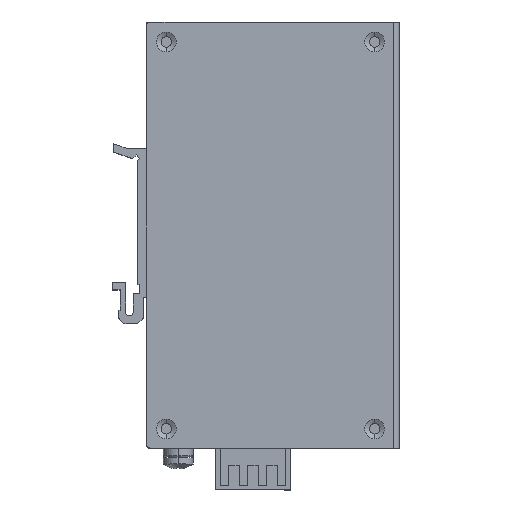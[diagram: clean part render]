
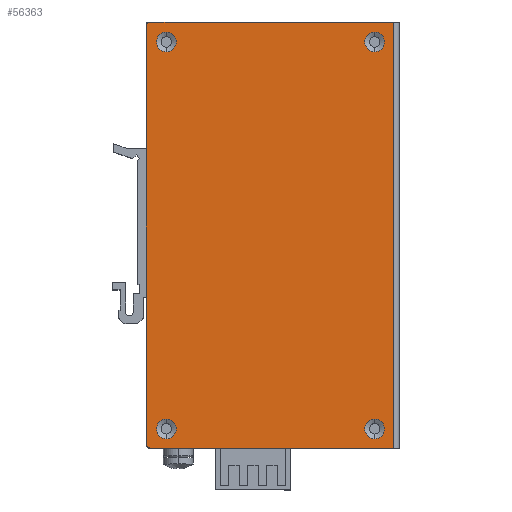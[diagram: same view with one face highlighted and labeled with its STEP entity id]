
A CAD part, top view. The second image highlights one B-rep face of the part: STEP entity #56363.
In plain terms, the highlighted planar face has unit normal (0, 0, 1).
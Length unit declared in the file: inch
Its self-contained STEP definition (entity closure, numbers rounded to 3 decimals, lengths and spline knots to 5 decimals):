
#48 = EDGE_LOOP ( 'NONE', ( #3532, #30511 ) ) ;
#392 = VERTEX_POINT ( 'NONE', #11419 ) ;
#522 = DIRECTION ( 'NONE',  ( 1., 0., 0. ) ) ;
#827 = CARTESIAN_POINT ( 'NONE',  ( -1.27953, 2.20472, -7.74068 ) ) ;
#1189 = FACE_BOUND ( 'NONE', #48, .T. ) ;
#2460 = VERTEX_POINT ( 'NONE', #32039 ) ;
#3278 = VERTEX_POINT ( 'NONE', #41910 ) ;
#3532 = ORIENTED_EDGE ( 'NONE', *, *, #34712, .T. ) ;
#3671 = DIRECTION ( 'NONE',  ( 0., -1., 0. ) ) ;
#4139 = ORIENTED_EDGE ( 'NONE', *, *, #31976, .F. ) ;
#4631 = DIRECTION ( 'NONE',  ( 0., 0., -1. ) ) ;
#4930 = CARTESIAN_POINT ( 'NONE',  ( -1.3189, -2.22441, -7.74068 ) ) ;
#4932 = EDGE_CURVE ( 'NONE', #48843, #47448, #60658, .T. ) ;
#4988 = VERTEX_POINT ( 'NONE', #52657 ) ;
#5153 = CARTESIAN_POINT ( 'NONE',  ( 1.09843, -2.06102, -7.74068 ) ) ;
#6226 = CIRCLE ( 'NONE', #54462, 0.10433 ) ;
#6324 = ORIENTED_EDGE ( 'NONE', *, *, #33136, .F. ) ;
#8055 = CARTESIAN_POINT ( 'NONE',  ( -1.3189, 2.20472, -7.74068 ) ) ;
#8692 = VECTOR ( 'NONE', #12603, 39.37008 ) ;
#9576 = EDGE_CURVE ( 'NONE', #15446, #55197, #17631, .T. ) ;
#9779 = EDGE_LOOP ( 'NONE', ( #13390, #51588 ) ) ;
#10593 = FACE_BOUND ( 'NONE', #9779, .T. ) ;
#10899 = CARTESIAN_POINT ( 'NONE',  ( -1.27953, -2.22441, -7.74068 ) ) ;
#11254 = DIRECTION ( 'NONE',  ( 0., 0., 1. ) ) ;
#11281 = ORIENTED_EDGE ( 'NONE', *, *, #61003, .F. ) ;
#11419 = CARTESIAN_POINT ( 'NONE',  ( 1.09843, 2.1378, -7.74068 ) ) ;
#11493 = DIRECTION ( 'NONE',  ( 0., -1., 0. ) ) ;
#11724 = DIRECTION ( 'NONE',  ( 0., 0., -1. ) ) ;
#11904 = CARTESIAN_POINT ( 'NONE',  ( 1.09843, 2.03346, -7.74068 ) ) ;
#11932 = CARTESIAN_POINT ( 'NONE',  ( 1.09843, 1.92913, -7.74068 ) ) ;
#12603 = DIRECTION ( 'NONE',  ( 0., 1., 0. ) ) ;
#12712 = EDGE_LOOP ( 'NONE', ( #46354, #30034 ) ) ;
#13318 = CARTESIAN_POINT ( 'NONE',  ( 1.29921, -2.26378, -7.74068 ) ) ;
#13363 = ORIENTED_EDGE ( 'NONE', *, *, #15191, .T. ) ;
#13390 = ORIENTED_EDGE ( 'NONE', *, *, #48808, .T. ) ;
#14020 = VECTOR ( 'NONE', #45487, 39.37008 ) ;
#14984 = DIRECTION ( 'NONE',  ( 0., 0., -1. ) ) ;
#15191 = EDGE_CURVE ( 'NONE', #2460, #21915, #26408, .T. ) ;
#15446 = VERTEX_POINT ( 'NONE', #4930 ) ;
#15800 = VECTOR ( 'NONE', #30426, 39.37008 ) ;
#16228 = VERTEX_POINT ( 'NONE', #47382 ) ;
#16296 = DIRECTION ( 'NONE',  ( 1., 0., 0. ) ) ;
#16302 = CIRCLE ( 'NONE', #48479, 0.10433 ) ;
#16361 = ORIENTED_EDGE ( 'NONE', *, *, #57925, .T. ) ;
#17103 = DIRECTION ( 'NONE',  ( 0., -1., 0. ) ) ;
#17631 = LINE ( 'NONE', #58552, #8692 ) ;
#17993 = CIRCLE ( 'NONE', #32955, 0.10433 ) ;
#21031 = AXIS2_PLACEMENT_3D ( 'NONE', #60925, #14984, #41769 ) ;
#21915 = VERTEX_POINT ( 'NONE', #22785 ) ;
#22785 = CARTESIAN_POINT ( 'NONE',  ( 1.09843, -2.16535, -7.74068 ) ) ;
#24250 = AXIS2_PLACEMENT_3D ( 'NONE', #827, #52500, #16296 ) ;
#24508 = CIRCLE ( 'NONE', #48096, 0.03937 ) ;
#25005 = LINE ( 'NONE', #60915, #14020 ) ;
#26014 = FACE_BOUND ( 'NONE', #65570, .T. ) ;
#26208 = CARTESIAN_POINT ( 'NONE',  ( 1.09843, -2.06102, -7.74068 ) ) ;
#26408 = CIRCLE ( 'NONE', #29610, 0.10433 ) ;
#27321 = CARTESIAN_POINT ( 'NONE',  ( 1.35827, 2.24409, -7.74068 ) ) ;
#28060 = LINE ( 'NONE', #29037, #59546 ) ;
#28514 = ORIENTED_EDGE ( 'NONE', *, *, #9576, .F. ) ;
#29037 = CARTESIAN_POINT ( 'NONE',  ( -0.00984, -2.26378, -7.74068 ) ) ;
#29586 = CIRCLE ( 'NONE', #24250, 0.03937 ) ;
#29610 = AXIS2_PLACEMENT_3D ( 'NONE', #26208, #47024, #42666 ) ;
#29713 = ORIENTED_EDGE ( 'NONE', *, *, #32855, .F. ) ;
#30034 = ORIENTED_EDGE ( 'NONE', *, *, #33004, .T. ) ;
#30426 = DIRECTION ( 'NONE',  ( 0., -1., 0. ) ) ;
#30511 = ORIENTED_EDGE ( 'NONE', *, *, #4932, .T. ) ;
#31096 = CIRCLE ( 'NONE', #50408, 0.10433 ) ;
#31976 = EDGE_CURVE ( 'NONE', #4988, #15446, #24508, .T. ) ;
#32039 = CARTESIAN_POINT ( 'NONE',  ( 1.09843, -1.95669, -7.74068 ) ) ;
#32855 = EDGE_CURVE ( 'NONE', #64462, #4988, #28060, .T. ) ;
#32955 = AXIS2_PLACEMENT_3D ( 'NONE', #55008, #53695, #3671 ) ;
#33004 = EDGE_CURVE ( 'NONE', #57499, #16228, #39240, .T. ) ;
#33136 = EDGE_CURVE ( 'NONE', #55197, #3278, #29586, .T. ) ;
#33223 = ORIENTED_EDGE ( 'NONE', *, *, #53214, .F. ) ;
#34712 = EDGE_CURVE ( 'NONE', #47448, #48843, #17993, .T. ) ;
#36741 = FACE_BOUND ( 'NONE', #12712, .T. ) ;
#36979 = CARTESIAN_POINT ( 'NONE',  ( 1.09843, 2.03346, -7.74068 ) ) ;
#37809 = DIRECTION ( 'NONE',  ( -1., 0., 0. ) ) ;
#39240 = CIRCLE ( 'NONE', #21031, 0.10433 ) ;
#41769 = DIRECTION ( 'NONE',  ( 0., -1., 0. ) ) ;
#41910 = CARTESIAN_POINT ( 'NONE',  ( -1.27953, 2.24409, -7.74068 ) ) ;
#42666 = DIRECTION ( 'NONE',  ( 0., -1., 0. ) ) ;
#43694 = CARTESIAN_POINT ( 'NONE',  ( -1.1063, -1.95669, -7.74068 ) ) ;
#44590 = DIRECTION ( 'NONE',  ( 0., -1., 0. ) ) ;
#45433 = EDGE_CURVE ( 'NONE', #16228, #57499, #16302, .T. ) ;
#45487 = DIRECTION ( 'NONE',  ( 1., 0., 0. ) ) ;
#45664 = AXIS2_PLACEMENT_3D ( 'NONE', #51980, #11724, #17103 ) ;
#46109 = DIRECTION ( 'NONE',  ( 0., 0., -1. ) ) ;
#46354 = ORIENTED_EDGE ( 'NONE', *, *, #45433, .T. ) ;
#47024 = DIRECTION ( 'NONE',  ( 0., 0., -1. ) ) ;
#47382 = CARTESIAN_POINT ( 'NONE',  ( -1.1063, 1.92913, -7.74068 ) ) ;
#47448 = VERTEX_POINT ( 'NONE', #51766 ) ;
#48096 = AXIS2_PLACEMENT_3D ( 'NONE', #10899, #57523, #56872 ) ;
#48124 = DIRECTION ( 'NONE',  ( 0., 0., -1. ) ) ;
#48479 = AXIS2_PLACEMENT_3D ( 'NONE', #50270, #4631, #44590 ) ;
#48808 = EDGE_CURVE ( 'NONE', #49546, #392, #60426, .T. ) ;
#48843 = VERTEX_POINT ( 'NONE', #43694 ) ;
#49546 = VERTEX_POINT ( 'NONE', #11932 ) ;
#50220 = CARTESIAN_POINT ( 'NONE',  ( -1.1063, 2.1378, -7.74068 ) ) ;
#50270 = CARTESIAN_POINT ( 'NONE',  ( -1.1063, 2.03346, -7.74068 ) ) ;
#50408 = AXIS2_PLACEMENT_3D ( 'NONE', #11904, #48124, #62905 ) ;
#51079 = AXIS2_PLACEMENT_3D ( 'NONE', #27321, #11254, #522 ) ;
#51588 = ORIENTED_EDGE ( 'NONE', *, *, #61196, .T. ) ;
#51766 = CARTESIAN_POINT ( 'NONE',  ( -1.1063, -2.16535, -7.74068 ) ) ;
#51980 = CARTESIAN_POINT ( 'NONE',  ( -1.1063, -2.06102, -7.74068 ) ) ;
#52500 = DIRECTION ( 'NONE',  ( 0., 0., -1. ) ) ;
#52657 = CARTESIAN_POINT ( 'NONE',  ( -1.27953, -2.26378, -7.74068 ) ) ;
#52852 = FACE_OUTER_BOUND ( 'NONE', #64777, .T. ) ;
#53214 = EDGE_CURVE ( 'NONE', #57471, #64462, #60687, .T. ) ;
#53695 = DIRECTION ( 'NONE',  ( 0., 0., -1. ) ) ;
#54462 = AXIS2_PLACEMENT_3D ( 'NONE', #5153, #46109, #60216 ) ;
#55008 = CARTESIAN_POINT ( 'NONE',  ( -1.1063, -2.06102, -7.74068 ) ) ;
#55197 = VERTEX_POINT ( 'NONE', #8055 ) ;
#55647 = CARTESIAN_POINT ( 'NONE',  ( 1.29921, -2.26378, -7.74068 ) ) ;
#56363 = ADVANCED_FACE ( 'NONE', ( #10593, #26014, #36741, #1189, #52852 ), #57218, .T. ) ;
#56872 = DIRECTION ( 'NONE',  ( 1., 0., 0. ) ) ;
#57218 = PLANE ( 'NONE',  #51079 ) ;
#57460 = DIRECTION ( 'NONE',  ( 0., 0., -1. ) ) ;
#57471 = VERTEX_POINT ( 'NONE', #66345 ) ;
#57499 = VERTEX_POINT ( 'NONE', #50220 ) ;
#57523 = DIRECTION ( 'NONE',  ( 0., 0., -1. ) ) ;
#57925 = EDGE_CURVE ( 'NONE', #21915, #2460, #6226, .T. ) ;
#58552 = CARTESIAN_POINT ( 'NONE',  ( -1.3189, -0.00984, -7.74068 ) ) ;
#59546 = VECTOR ( 'NONE', #37809, 39.37008 ) ;
#60216 = DIRECTION ( 'NONE',  ( 0., -1., 0. ) ) ;
#60426 = CIRCLE ( 'NONE', #61544, 0.10433 ) ;
#60658 = CIRCLE ( 'NONE', #45664, 0.10433 ) ;
#60687 = LINE ( 'NONE', #55647, #15800 ) ;
#60915 = CARTESIAN_POINT ( 'NONE',  ( -0.00984, 2.24409, -7.74068 ) ) ;
#60925 = CARTESIAN_POINT ( 'NONE',  ( -1.1063, 2.03346, -7.74068 ) ) ;
#61003 = EDGE_CURVE ( 'NONE', #3278, #57471, #25005, .T. ) ;
#61196 = EDGE_CURVE ( 'NONE', #392, #49546, #31096, .T. ) ;
#61544 = AXIS2_PLACEMENT_3D ( 'NONE', #36979, #57460, #11493 ) ;
#62905 = DIRECTION ( 'NONE',  ( 0., -1., 0. ) ) ;
#64462 = VERTEX_POINT ( 'NONE', #13318 ) ;
#64777 = EDGE_LOOP ( 'NONE', ( #29713, #33223, #11281, #6324, #28514, #4139 ) ) ;
#65570 = EDGE_LOOP ( 'NONE', ( #16361, #13363 ) ) ;
#66345 = CARTESIAN_POINT ( 'NONE',  ( 1.29921, 2.24409, -7.74068 ) ) ;
